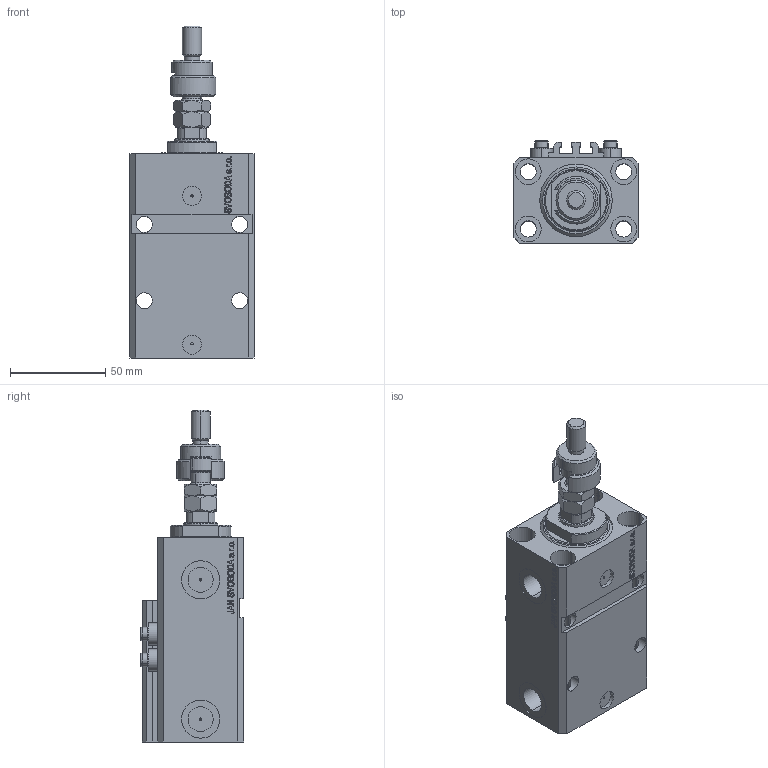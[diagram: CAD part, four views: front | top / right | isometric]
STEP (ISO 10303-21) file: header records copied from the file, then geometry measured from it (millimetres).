
FILE_DESCRIPTION (( 'STEP AP203' ), '1' );
FILE_NAME ('b0c0.STEP', '2023-10-07T11:18:34', ( '' ), ( '' ), 'SwSTEP 2.0', 'SolidWorks 2019', '' );
FILE_SCHEMA (( 'CONFIG_CONTROL_DESIGN' ));
Length unit declared in the file: millimetre
Products named in the file (8): V250CE_E_Body 0d8de293a0c5eb9ff280789b50fc1399; DFA 0d8de293a0c5eb9ff280789b50fc1399; b0c0; V250CE_C_VCP 0d8de293a0c5eb9ff280789b50fc1399; V250CE_VC_E 0d8de293a0c5eb9ff280789b50fc1399; ALLEN BOLT V250CE 0d8de293a0c5eb9ff280789b50fc1399; FEMALE_PART_FOR_DFA 0d8de293a0c5eb9ff280789b50fc1399; MFA 0d8de293a0c5eb9ff280789b50fc1399
Assembly tree (10 placements, depth 3):
  b0c0
    V250CE_E_Body 0d8de293a0c5eb9ff280789b50fc1399
    ALLEN BOLT V250CE 0d8de293a0c5eb9ff280789b50fc1399  x4
    V250CE_C_VCP 0d8de293a0c5eb9ff280789b50fc1399
    V250CE_VC_E 0d8de293a0c5eb9ff280789b50fc1399
    DFA 0d8de293a0c5eb9ff280789b50fc1399
      FEMALE_PART_FOR_DFA 0d8de293a0c5eb9ff280789b50fc1399
      MFA 0d8de293a0c5eb9ff280789b50fc1399
Bounding box: 65 x 54 x 174 mm (x, y, z)
Volume: 285194 mm3; surface area: 82321.1 mm2
Topology: 10 solids, 10 shells, 1172 faces, 2895 edges, 1852 vertices
Faces by surface type: plane 539, bspline 360, cylinder 159, cone 96, torus 18
Entity records: 50494 total; most frequent: CARTESIAN_POINT 25863, ORIENTED_EDGE 5480, DIRECTION 3704, EDGE_CURVE 2740, VERTEX_POINT 1768, VECTOR 1598, LINE 1598, EDGE_LOOP 1238
